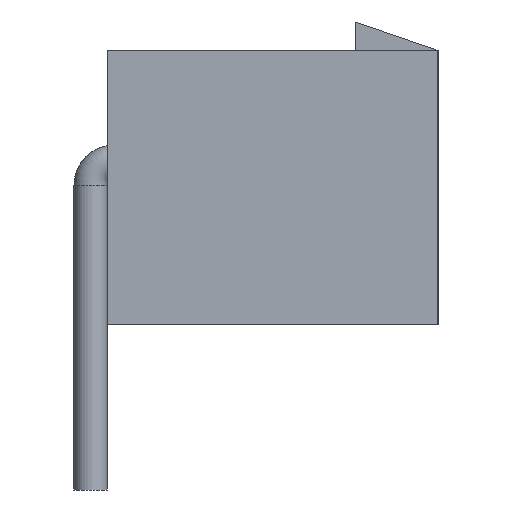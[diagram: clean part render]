
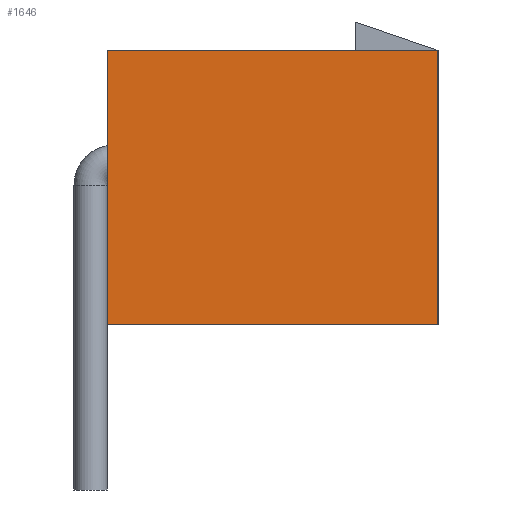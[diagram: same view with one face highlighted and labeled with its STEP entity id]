
A CAD part, left-side view. The second image highlights one B-rep face of the part: STEP entity #1646.
In plain terms, the highlighted planar face has unit normal (-1, 0, 0).
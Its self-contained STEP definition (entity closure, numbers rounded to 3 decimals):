
#240=FACE_OUTER_BOUND('',#336,.T.);
#336=EDGE_LOOP('',(#1229,#1230,#1231,#1232));
#445=LINE('',#2638,#561);
#459=LINE('',#2666,#575);
#488=LINE('',#2725,#604);
#489=LINE('',#2726,#605);
#561=VECTOR('',#2043,10.);
#575=VECTOR('',#2069,10.);
#604=VECTOR('',#2128,10.);
#605=VECTOR('',#2129,10.);
#664=VERTEX_POINT('',#2635);
#665=VERTEX_POINT('',#2637);
#673=VERTEX_POINT('',#2665);
#688=VERTEX_POINT('',#2724);
#855=EDGE_CURVE('',#664,#665,#445,.T.);
#869=EDGE_CURVE('',#673,#665,#459,.T.);
#898=EDGE_CURVE('',#688,#673,#488,.T.);
#899=EDGE_CURVE('',#688,#664,#489,.T.);
#1229=ORIENTED_EDGE('',*,*,#898,.T.);
#1230=ORIENTED_EDGE('',*,*,#869,.T.);
#1231=ORIENTED_EDGE('',*,*,#855,.F.);
#1232=ORIENTED_EDGE('',*,*,#899,.F.);
#1586=PLANE('',#1774);
#1646=ADVANCED_FACE('',(#240),#1586,.T.);
#1774=AXIS2_PLACEMENT_3D('',#2723,#2126,#2127);
#2043=DIRECTION('',(0.,-1.,0.));
#2069=DIRECTION('',(0.,0.,1.));
#2126=DIRECTION('center_axis',(-1.,0.,0.));
#2127=DIRECTION('ref_axis',(0.,-1.,0.));
#2128=DIRECTION('',(0.,-1.,0.));
#2129=DIRECTION('',(0.,0.,1.));
#2635=CARTESIAN_POINT('',(-29.95,-0.35,5.8));
#2637=CARTESIAN_POINT('',(-29.95,-7.35,5.8));
#2638=CARTESIAN_POINT('',(-29.95,-0.35,5.8));
#2665=CARTESIAN_POINT('',(-29.95,-7.35,0.));
#2666=CARTESIAN_POINT('',(-29.95,-7.35,0.));
#2723=CARTESIAN_POINT('Origin',(-29.95,-0.35,0.));
#2724=CARTESIAN_POINT('',(-29.95,-0.35,0.));
#2725=CARTESIAN_POINT('',(-29.95,-0.35,0.));
#2726=CARTESIAN_POINT('',(-29.95,-0.35,0.));
